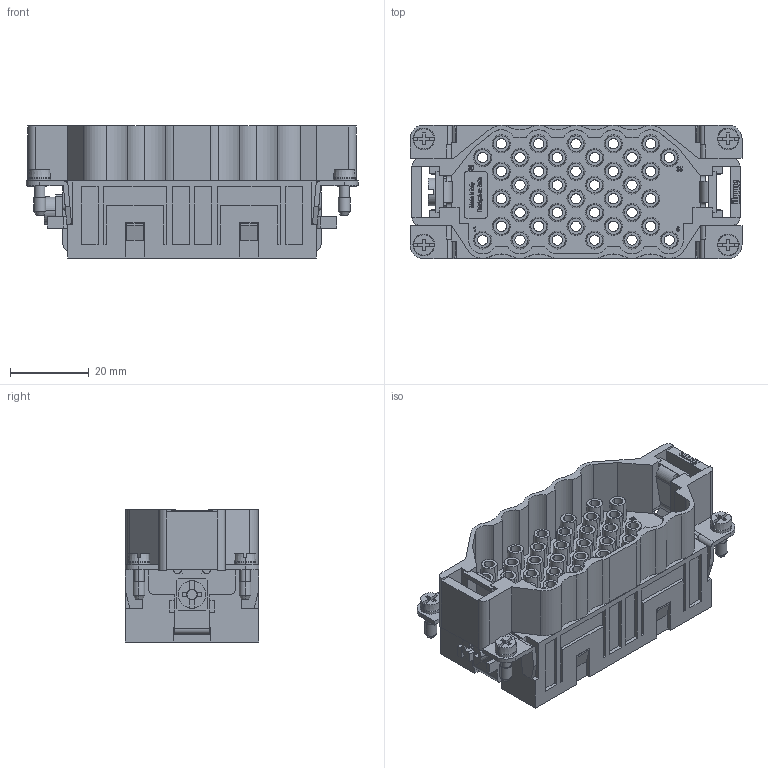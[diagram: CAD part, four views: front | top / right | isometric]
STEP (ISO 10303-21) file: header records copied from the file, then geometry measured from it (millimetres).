
FILE_DESCRIPTION(('Creo Elements/Direct Modeling STEP Export'),'2;1');
FILE_NAME('CQEEM_40.stp','2012-11-30T11:39:42',(''),(''),'Creo Elements/Direct Modeling STEP processor for AP214 (Solid Model)','Creo Elements/Direct Modeling 18.0B 02-Dec-2011 (C) Parametric Technology GmbH','');
FILE_SCHEMA(('AUTOMOTIVE_DESIGN { 1 0 10303 214 1 1 1 1 }'));
Products named in the file (2): CQEEM_40
Assembly tree (1 placements, depth 2):
  CQEEM_40
    CQEEM_40
Bounding box: 84.5 x 34 x 33.6 mm (x, y, z)
Volume: 32970.6 mm3; surface area: 35707.1 mm2
Topology: 1 solids, 1 shells, 5660 faces, 16146 edges, 10728 vertices
Faces by surface type: plane 5135, cylinder 347, cone 176, torus 2
Entity records: 188626 total; most frequent: ORIENTED_EDGE 32300, CARTESIAN_POINT 32100, DIRECTION 27261, EDGE_CURVE 16146, VECTOR 14939, LINE 14939, VERTEX_POINT 10728, AXIS2_PLACEMENT_3D 6161
